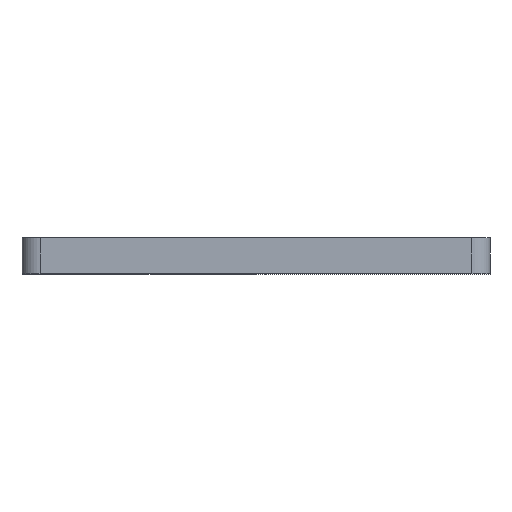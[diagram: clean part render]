
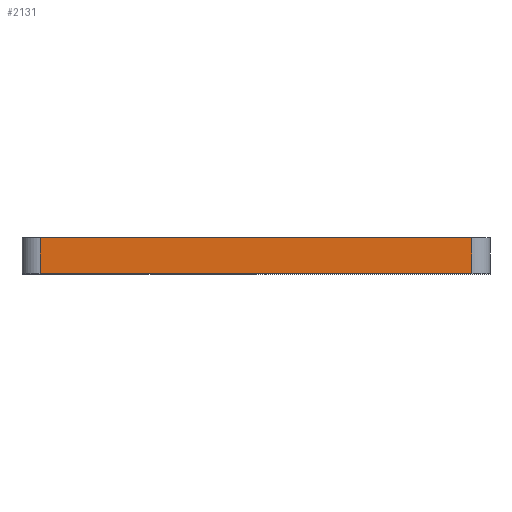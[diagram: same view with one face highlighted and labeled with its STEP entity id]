
A CAD part, left-side view. The second image highlights one B-rep face of the part: STEP entity #2131.
In plain terms, the highlighted planar face has unit normal (-1, 0, 0).
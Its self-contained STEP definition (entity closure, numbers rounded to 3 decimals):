
#11 = DIRECTION ( 'NONE',  ( 0., -1., 0. ) ) ;
#26 = LINE ( 'NONE', #1157, #2381 ) ;
#145 = VECTOR ( 'NONE', #2120, 1000. ) ;
#148 = EDGE_LOOP ( 'NONE', ( #2921, #2538, #1669, #2561 ) ) ;
#231 = DIRECTION ( 'NONE',  ( 0., 0., -1. ) ) ;
#297 = PLANE ( 'NONE',  #2902 ) ;
#352 = EDGE_CURVE ( 'NONE', #1950, #630, #2869, .T. ) ;
#400 = CARTESIAN_POINT ( 'NONE',  ( 0., 125., 10. ) ) ;
#436 = EDGE_CURVE ( 'NONE', #673, #630, #1972, .T. ) ;
#538 = CARTESIAN_POINT ( 'NONE',  ( 0., 0., 10. ) ) ;
#630 = VERTEX_POINT ( 'NONE', #400 ) ;
#673 = VERTEX_POINT ( 'NONE', #1098 ) ;
#747 = FACE_OUTER_BOUND ( 'NONE', #148, .T. ) ;
#763 = DIRECTION ( 'NONE',  ( 0., 0., -1. ) ) ;
#1004 = LINE ( 'NONE', #1394, #2206 ) ;
#1098 = CARTESIAN_POINT ( 'NONE',  ( 0., 245., 10. ) ) ;
#1157 = CARTESIAN_POINT ( 'NONE',  ( 0., 245., 10. ) ) ;
#1223 = CARTESIAN_POINT ( 'NONE',  ( 0., 0., 10. ) ) ;
#1352 = EDGE_CURVE ( 'NONE', #1568, #1950, #1004, .T. ) ;
#1379 = CARTESIAN_POINT ( 'NONE',  ( 0., 125., 0. ) ) ;
#1394 = CARTESIAN_POINT ( 'NONE',  ( 0., 0., 0. ) ) ;
#1417 = CARTESIAN_POINT ( 'NONE',  ( 0., 125., 10. ) ) ;
#1568 = VERTEX_POINT ( 'NONE', #1679 ) ;
#1648 = VECTOR ( 'NONE', #2785, 1000. ) ;
#1669 = ORIENTED_EDGE ( 'NONE', *, *, #1352, .T. ) ;
#1679 = CARTESIAN_POINT ( 'NONE',  ( 0., 245., 0. ) ) ;
#1950 = VERTEX_POINT ( 'NONE', #1379 ) ;
#1957 = EDGE_CURVE ( 'NONE', #673, #1568, #26, .T. ) ;
#1972 = LINE ( 'NONE', #1223, #145 ) ;
#2120 = DIRECTION ( 'NONE',  ( 0., -1., 0. ) ) ;
#2121 = DIRECTION ( 'NONE',  ( 1., 0., 0. ) ) ;
#2131 = ADVANCED_FACE ( 'NONE', ( #747 ), #297, .F. ) ;
#2206 = VECTOR ( 'NONE', #11, 1000. ) ;
#2381 = VECTOR ( 'NONE', #231, 1000. ) ;
#2538 = ORIENTED_EDGE ( 'NONE', *, *, #1957, .T. ) ;
#2561 = ORIENTED_EDGE ( 'NONE', *, *, #352, .T. ) ;
#2785 = DIRECTION ( 'NONE',  ( 0., 0., 1. ) ) ;
#2869 = LINE ( 'NONE', #1417, #1648 ) ;
#2902 = AXIS2_PLACEMENT_3D ( 'NONE', #538, #2121, #763 ) ;
#2921 = ORIENTED_EDGE ( 'NONE', *, *, #436, .F. ) ;
